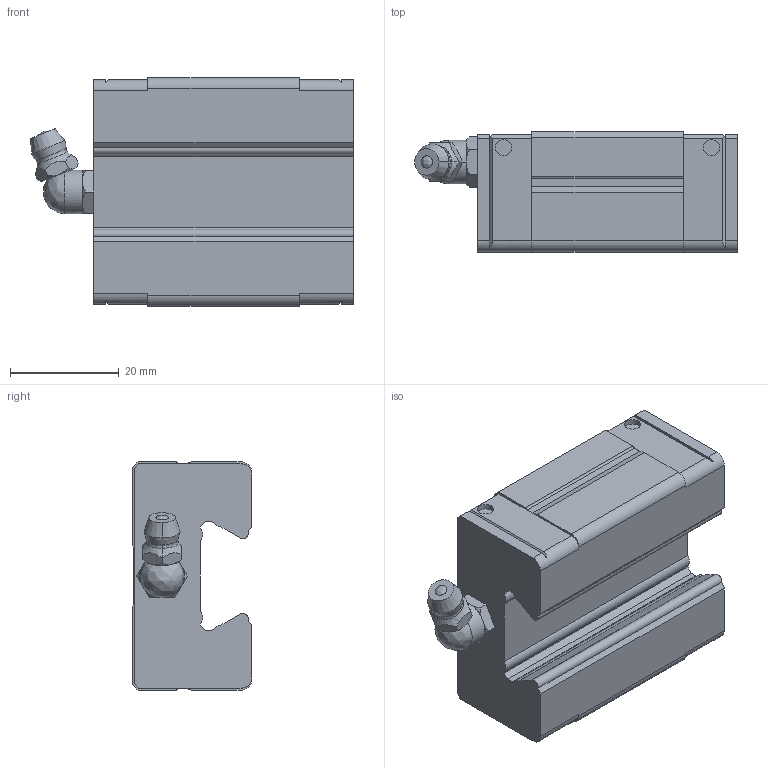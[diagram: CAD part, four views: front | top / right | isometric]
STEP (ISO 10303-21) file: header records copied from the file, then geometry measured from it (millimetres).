
FILE_DESCRIPTION (( 'STEP AP214' ), '1' );
FILE_NAME ('SSR20XVSS, Føringsvogn, Bondy.STEP', '2020-06-15T08:33:11', ( '' ), ( '' ), 'SwSTEP 2.0', 'SolidWorks 2020', '' );
FILE_SCHEMA (( 'AUTOMOTIVE_DESIGN' ));
Length unit declared in the file: millimetre
Products named in the file (3): _SSR20XVSSBGNPJ-20-25; SSR20XVSS, Føringsvogn, Bondy; _SSR20XVSSB1 Slide15-25
Assembly tree (2 placements, depth 2):
  SSR20XVSS, Føringsvogn, Bondy
    _SSR20XVSSB1 Slide15-25
    _SSR20XVSSBGNPJ-20-25
Bounding box: 59.3 x 22 x 42 mm (x, y, z)
Volume: 35757.9 mm3; surface area: 9844.3 mm2
Topology: 2 solids, 2 shells, 162 faces, 433 edges, 276 vertices
Faces by surface type: plane 88, cylinder 37, cone 30, bspline 7
Entity records: 5344 total; most frequent: CARTESIAN_POINT 1235, ORIENTED_EDGE 844, DIRECTION 835, EDGE_CURVE 422, AXIS2_PLACEMENT_3D 286, VERTEX_POINT 276, VECTOR 263, LINE 263
